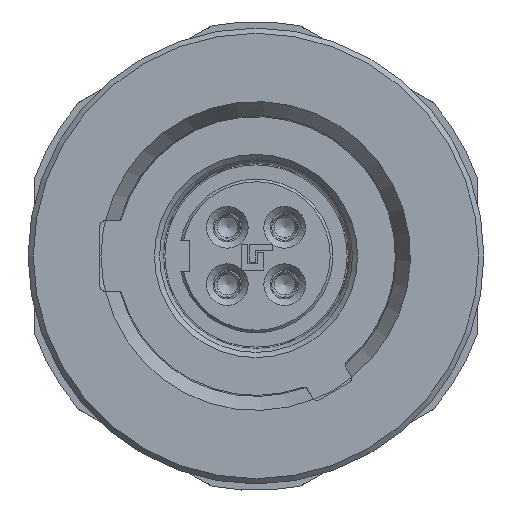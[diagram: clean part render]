
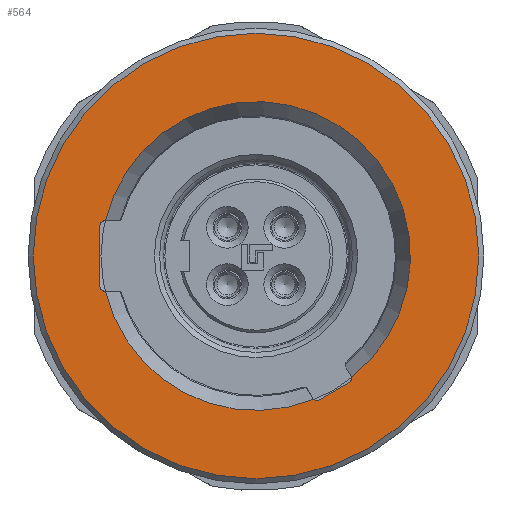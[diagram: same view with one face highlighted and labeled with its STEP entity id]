
A CAD part, left-side view. The second image highlights one B-rep face of the part: STEP entity #564.
In plain terms, the highlighted planar face has unit normal (-1, 0, 0).
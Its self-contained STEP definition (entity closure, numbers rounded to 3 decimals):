
#564=ADVANCED_FACE('',(#1345,#1346),#819,.T.);
#819=PLANE('',#4442);
#969=LINE('',#6505,#1177);
#970=LINE('',#6512,#1178);
#971=LINE('',#6516,#1179);
#972=LINE('',#6520,#1180);
#1177=VECTOR('',#5108,1.);
#1178=VECTOR('',#5113,1.);
#1179=VECTOR('',#5116,1.);
#1180=VECTOR('',#5119,1.);
#1345=FACE_BOUND('',#1570,.T.);
#1346=FACE_BOUND('',#1571,.T.);
#1570=EDGE_LOOP('',(#2071));
#1571=EDGE_LOOP('',(#2072,#2073,#2074,#2075,#2076,#2077,#2078,#2079,#2080,
#2081));
#2071=ORIENTED_EDGE('',*,*,#3614,.T.);
#2072=ORIENTED_EDGE('',*,*,#3615,.F.);
#2073=ORIENTED_EDGE('',*,*,#3616,.T.);
#2074=ORIENTED_EDGE('',*,*,#3617,.T.);
#2075=ORIENTED_EDGE('',*,*,#3618,.F.);
#2076=ORIENTED_EDGE('',*,*,#3619,.T.);
#2077=ORIENTED_EDGE('',*,*,#3620,.T.);
#2078=ORIENTED_EDGE('',*,*,#3621,.T.);
#2079=ORIENTED_EDGE('',*,*,#3622,.T.);
#2080=ORIENTED_EDGE('',*,*,#3623,.T.);
#2081=ORIENTED_EDGE('',*,*,#3624,.T.);
#3168=VERTEX_POINT('',#6504);
#3169=VERTEX_POINT('',#6506);
#3170=VERTEX_POINT('',#6507);
#3171=VERTEX_POINT('',#6509);
#3172=VERTEX_POINT('',#6511);
#3173=VERTEX_POINT('',#6513);
#3174=VERTEX_POINT('',#6515);
#3175=VERTEX_POINT('',#6517);
#3176=VERTEX_POINT('',#6519);
#3177=VERTEX_POINT('',#6521);
#3178=VERTEX_POINT('',#6523);
#3614=EDGE_CURVE('',#3168,#3168,#4143,.T.);
#3615=EDGE_CURVE('',#3169,#3170,#969,.T.);
#3616=EDGE_CURVE('',#3169,#3171,#4144,.T.);
#3617=EDGE_CURVE('',#3171,#3172,#4145,.T.);
#3618=EDGE_CURVE('',#3173,#3172,#970,.T.);
#3619=EDGE_CURVE('',#3173,#3174,#4146,.T.);
#3620=EDGE_CURVE('',#3174,#3175,#971,.T.);
#3621=EDGE_CURVE('',#3175,#3176,#4147,.T.);
#3622=EDGE_CURVE('',#3176,#3177,#972,.T.);
#3623=EDGE_CURVE('',#3177,#3178,#4148,.T.);
#3624=EDGE_CURVE('',#3178,#3170,#4149,.T.);
#4143=CIRCLE('',#4435,8.55);
#4144=CIRCLE('',#4436,0.2);
#4145=CIRCLE('',#4437,5.927);
#4146=CIRCLE('',#4438,0.2);
#4147=CIRCLE('',#4439,0.2);
#4148=CIRCLE('',#4440,5.927);
#4149=CIRCLE('',#4441,0.2);
#4435=AXIS2_PLACEMENT_3D('',#6503,#5106,#5107);
#4436=AXIS2_PLACEMENT_3D('',#6508,#5109,#5110);
#4437=AXIS2_PLACEMENT_3D('',#6510,#5111,#5112);
#4438=AXIS2_PLACEMENT_3D('',#6514,#5114,#5115);
#4439=AXIS2_PLACEMENT_3D('',#6518,#5117,#5118);
#4440=AXIS2_PLACEMENT_3D('',#6522,#5120,#5121);
#4441=AXIS2_PLACEMENT_3D('',#6524,#5122,#5123);
#4442=AXIS2_PLACEMENT_3D('',#6525,#5124,#5125);
#5106=DIRECTION('',(-1.,0.,0.));
#5107=DIRECTION('',(0.,0.,1.));
#5108=DIRECTION('',(0.,-0.866,0.5));
#5109=DIRECTION('',(1.,0.,0.));
#5110=DIRECTION('',(0.,0.,1.));
#5111=DIRECTION('',(1.,0.,0.));
#5112=DIRECTION('',(0.,0.,1.));
#5113=DIRECTION('',(0.,-1.,0.));
#5114=DIRECTION('',(1.,0.,0.));
#5115=DIRECTION('',(0.,0.,1.));
#5116=DIRECTION('',(0.,0.,1.));
#5117=DIRECTION('',(1.,0.,0.));
#5118=DIRECTION('',(0.,0.,1.));
#5119=DIRECTION('',(0.,-1.,0.));
#5120=DIRECTION('',(1.,0.,0.));
#5121=DIRECTION('',(0.,0.,1.));
#5122=DIRECTION('',(1.,0.,0.));
#5123=DIRECTION('',(0.,0.,1.));
#5124=DIRECTION('',(-1.,0.,0.));
#5125=DIRECTION('',(0.,0.,1.));
#6503=CARTESIAN_POINT('',(-3.4,0.,0.));
#6504=CARTESIAN_POINT('',(-3.4,0.,8.55));
#6505=CARTESIAN_POINT('',(-3.4,-2.264,-5.621));
#6506=CARTESIAN_POINT('',(-3.4,-2.437,-5.521));
#6507=CARTESIAN_POINT('',(-3.4,-3.563,-4.871));
#6508=CARTESIAN_POINT('',(-3.4,-2.337,-5.348));
#6509=CARTESIAN_POINT('',(-3.4,-2.208,-5.501));
#6510=CARTESIAN_POINT('',(-3.4,0.,0.));
#6511=CARTESIAN_POINT('',(-3.4,5.772,-1.35));
#6512=CARTESIAN_POINT('',(-3.4,6.,-1.35));
#6513=CARTESIAN_POINT('',(-3.4,5.8,-1.35));
#6514=CARTESIAN_POINT('',(-3.4,5.8,-1.15));
#6515=CARTESIAN_POINT('',(-3.4,6.,-1.15));
#6516=CARTESIAN_POINT('',(-3.4,6.,-1.35));
#6517=CARTESIAN_POINT('',(-3.4,6.,1.15));
#6518=CARTESIAN_POINT('',(-3.4,5.8,1.15));
#6519=CARTESIAN_POINT('',(-3.4,5.8,1.35));
#6520=CARTESIAN_POINT('',(-3.4,6.,1.35));
#6521=CARTESIAN_POINT('',(-3.4,5.772,1.35));
#6522=CARTESIAN_POINT('',(-3.4,0.,0.));
#6523=CARTESIAN_POINT('',(-3.4,-3.66,-4.663));
#6524=CARTESIAN_POINT('',(-3.4,-3.463,-4.698));
#6525=CARTESIAN_POINT('',(-3.4,0.,0.));
